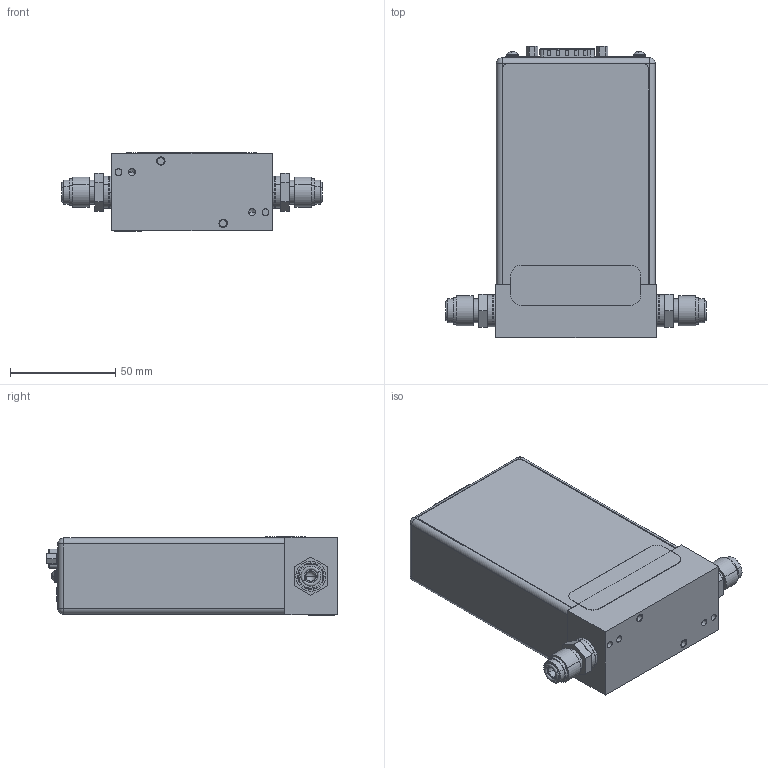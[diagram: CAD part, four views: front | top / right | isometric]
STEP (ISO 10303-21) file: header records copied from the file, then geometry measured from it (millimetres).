
FILE_DESCRIPTION((''),'2;1');
FILE_NAME('TEST_ASM','2014-01-09T',('cockrofm'),('MKS Instruments, Inc.'),'PRO/ENGINEER BY PARAMETRIC TECHNOLOGY CORPORATION, 2009060','PRO/ENGINEER BY PARAMETRIC TECHNOLOGY CORPORATION, 2009060','');
FILE_SCHEMA(('AUTOMOTIVE_DESIGN { 1 2 10303 214 0 1 1 1 }'));
Length unit declared in the file: inch
Products named in the file (29): 119085-FLOW-BODY; 118284_LABEL-CE; 122676; 1041560_BRACKET; 1041561_BRACKET; 1011702-002_4-40_PAN-HD-SEMS; 1046608_PWB_BOARD; SQT-PIN; SQT-PIN_AF0; SQT-CASE_AF4; SQT-PIN_AF1; SQT-125-01-X-S-RA_ANY_ASM_AF0_ASM; 1046431_10-PIN_HEADER_ASM; 1046651_20-PIN_CONN_ASM; 171-015-113; 1037026_PUSH-BUTTON; 1041885_LED; 1046609_CCA_ASSY_ASM; 1048311-002_15-PIN_ASM; 1046138-002; 160-9715; 1016309-003; 185-7810_LCKWSHR; 160-3779; 1042639-001_FRT; 119937-P9_SMALL-SINGLE; 1007235_CONN_RJ45; 119456-SPEC-CTRL-FITTING-4-VCR; TEST_ASM
Assembly tree (47 placements, depth 7):
  TEST_ASM
    119085-FLOW-BODY
    118284_LABEL-CE
    122676
    1048311-002_15-PIN_ASM
      1041560_BRACKET
      1041561_BRACKET
      1011702-002_4-40_PAN-HD-SEMS  x3
      1046609_CCA_ASSY_ASM
        1046608_PWB_BOARD
        1046651_20-PIN_CONN_ASM
          1046431_10-PIN_HEADER_ASM  x2
            SQT-125-01-X-S-RA_ANY_ASM_AF0_ASM
              SQT-PIN  x10
              SQT-PIN_AF0
              SQT-CASE_AF4
              SQT-PIN_AF1
        171-015-113
        1037026_PUSH-BUTTON
        1041885_LED
    1046138-002
    1011702-002_4-40_PAN-HD-SEMS  x2
    160-9715  x2
    1016309-003  x2
    185-7810_LCKWSHR  x2
    160-3779  x2
    1042639-001_FRT
    119937-P9_SMALL-SINGLE
    1007235_CONN_RJ45
    119456-SPEC-CTRL-FITTING-4-VCR  x2
Bounding box: 123.95 x 138.35 x 37.16 mm (x, y, z)
Volume: 105866 mm3; surface area: 109814 mm2
Topology: 50 solids, 54 shells, 3192 faces, 8338 edges, 5350 vertices
Faces by surface type: plane 2035, cylinder 745, bspline 197, torus 111, cone 46, extrusion 32, sphere 26
Entity records: 58448 total; most frequent: CARTESIAN_POINT 11550, DIRECTION 7903, ORIENTED_EDGE 7788, EDGE_CURVE 3900, VECTOR 2703, LINE 2671, AXIS2_PLACEMENT_3D 2600, VERTEX_POINT 2516
